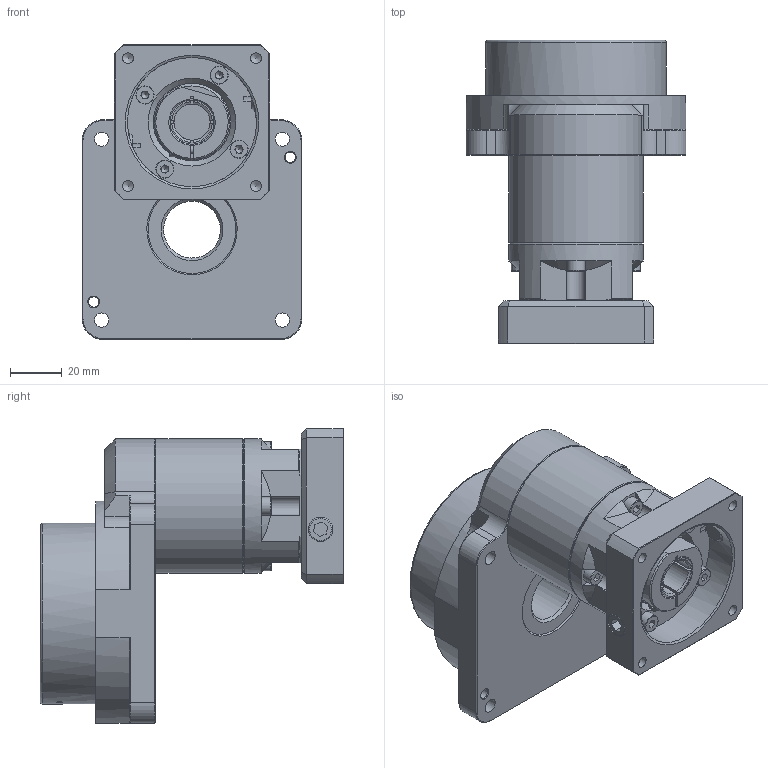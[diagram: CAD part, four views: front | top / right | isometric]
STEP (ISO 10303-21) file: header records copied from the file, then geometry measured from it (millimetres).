
FILE_DESCRIPTION((''),'2;1');
FILE_NAME('KGT-85B-2 (S14).stp','2018-10-29T14:51:37',('Young'),(''),'Autodesk Inventor 2012','Autodesk Inventor 2012','');
FILE_SCHEMA(('AUTOMOTIVE_DESIGN { 1 0 10303 214 1 1 1 1 }'));
Length unit declared in the file: millimetre
Products named in the file (1): KGT-85B-2 (S14)
Bounding box: 85 x 117.5 x 114.1 mm (x, y, z)
Volume: 360637.1 mm3; surface area: 71593.8 mm2
Topology: 2 solids, 26 shells, 586 faces, 1393 edges, 878 vertices
Faces by surface type: plane 294, cylinder 145, cone 134, torus 13
Full cylindrical faces by diameter (mm): 2.5 x10, 3 x1, 3.3 x14, 4 x10, 4.2 x5, 4.3 x4, 4.5 x4, 5 x2, 5.5 x5, 7 x8, 14 x1, 18 x1, 19.8 x1, 20 x1, 22 x1, 29.8 x1, 30 x3, 32 x1, 36 x1, 45 x1, 50 x1, 52 x3, 52.793 x1, 55 x1, 56.582 x1, 70 x1, 80 x1
Entity records: 15999 total; most frequent: CARTESIAN_POINT 3048, DIRECTION 2674, ORIENTED_EDGE 2246, EDGE_CURVE 1123, AXIS2_PLACEMENT_3D 1073, EDGE_LOOP 818, VERTEX_POINT 785, FACE_OUTER_BOUND 586
